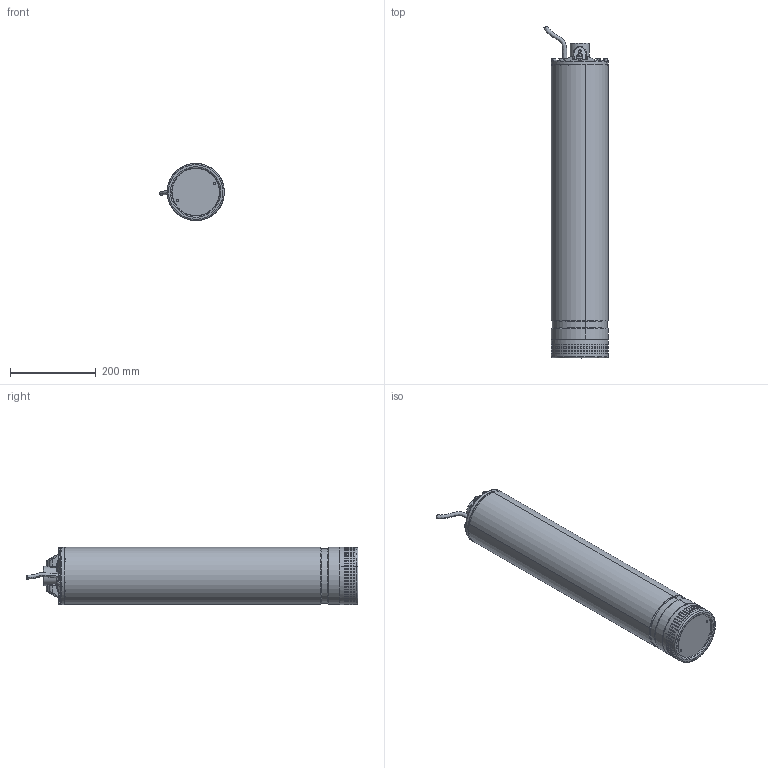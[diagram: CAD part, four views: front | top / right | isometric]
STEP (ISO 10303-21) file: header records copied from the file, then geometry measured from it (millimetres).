
FILE_DESCRIPTION (( 'STEP AP203' ), '1' );
FILE_NAME ('10016568swa00.step', '2023-07-20T06:59:35', ( '' ), ( '' ), 'SwSTEP 2.0', 'SolidWorks 2020', '' );
FILE_SCHEMA (( 'CONFIG_CONTROL_DESIGN' ));
Length unit declared in the file: millimetre
Products named in the file (5): Copia di 3_92_161_REV01^10016568swa00; Copia di M5x16_UNI_57390^10016568swa00; Copia di 4_93_608_02_REV00^10016568swa00_658; 10016568swa00; Copia di 4_93_498_02_REV00^10016568swa00
Assembly tree (11 placements, depth 2):
  10016568swa00
    Copia di 4_93_608_02_REV00^10016568swa00_658
    Copia di M5x16_UNI_57390^10016568swa00  x8
    Copia di 3_92_161_REV01^10016568swa00
    Copia di 4_93_498_02_REV00^10016568swa00
Bounding box: 150.47 x 773.56 x 133 mm (x, y, z)
Volume: 1064151.4 mm3; surface area: 660672.3 mm2
Topology: 22 solids, 22 shells, 1735 faces, 4116 edges, 2643 vertices
Faces by surface type: plane 824, cylinder 568, bspline 251, cone 80, sphere 10, torus 2
Entity records: 78179 total; most frequent: CARTESIAN_POINT 42738, ORIENTED_EDGE 7636, DIRECTION 6195, EDGE_CURVE 3818, VERTEX_POINT 2461, AXIS2_PLACEMENT_3D 2133, VECTOR 1929, LINE 1929
